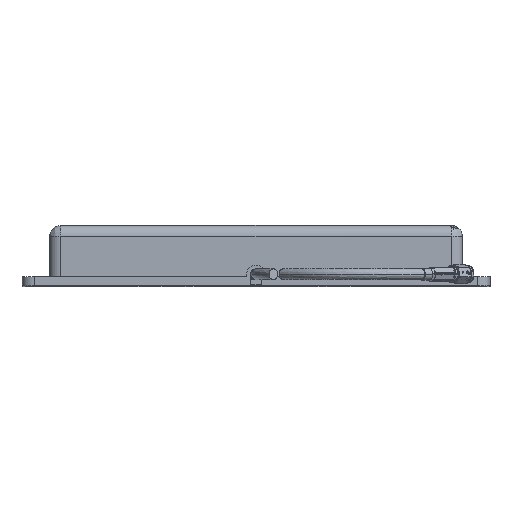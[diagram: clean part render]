
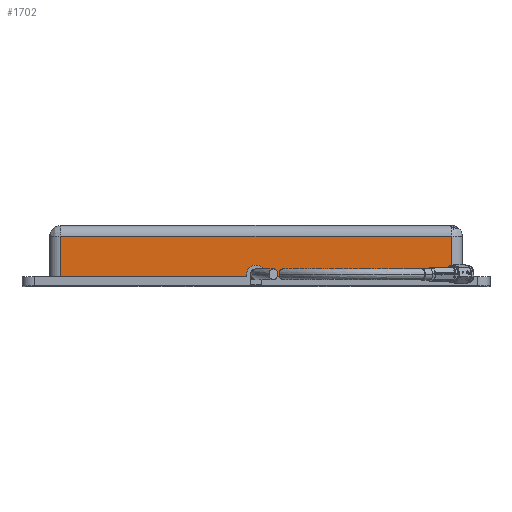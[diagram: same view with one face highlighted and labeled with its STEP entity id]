
A CAD part, top view. The second image highlights one B-rep face of the part: STEP entity #1702.
In plain terms, the highlighted face is planar.
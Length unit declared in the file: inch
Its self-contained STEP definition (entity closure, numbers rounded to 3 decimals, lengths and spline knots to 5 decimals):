
#290 = CARTESIAN_POINT ( 'NONE',  ( 18.72771, 16.96078, -0.04 ) ) ;
#291 = CARTESIAN_POINT ( 'NONE',  ( 18.89771, 16.96078, 0.13 ) ) ;
#363 = CARTESIAN_POINT ( 'NONE',  ( 19.06771, 16.96078, -0.04 ) ) ;
#372 = CARTESIAN_POINT ( 'NONE',  ( 19.06771, 16.96078, -0.08 ) ) ;
#375 = CARTESIAN_POINT ( 'NONE',  ( 15.34771, 16.96078, 0.65 ) ) ;
#376 = CARTESIAN_POINT ( 'NONE',  ( 15.34771, 16.96078, -0.08 ) ) ;
#378 = CARTESIAN_POINT ( 'NONE',  ( 18.72771, 16.96078, -0.08 ) ) ;
#451 = CARTESIAN_POINT ( 'NONE',  ( 22.44771, 16.96078, -0.08 ) ) ;
#452 = CARTESIAN_POINT ( 'NONE',  ( 22.44771, 16.96078, 0.65 ) ) ;
#1702 = ADVANCED_FACE ( 'NONE', ( #16944 ), #2077, .T. ) ;
#2077 = PLANE ( 'NONE',  #7037 ) ;
#2279 = CARTESIAN_POINT ( 'NONE',  ( 22.80271, 16.96078, -0.1165 ) ) ;
#4202 = EDGE_LOOP ( 'NONE', ( #23085, #23086, #23087, #23088, #23089, #23090, #23091, #23092, #23093 ) ) ;
#7037 = AXIS2_PLACEMENT_3D ( 'NONE', #2279, #23761, #23726 ) ;
#9754 = CARTESIAN_POINT ( 'NONE',  ( 19.06771, 16.96078, -0.038 ) ) ;
#9767 = DIRECTION ( 'NONE',  ( 0., 0., 1. ) ) ;
#10381 = DIRECTION ( 'NONE',  ( 0., 0., -1. ) ) ;
#10386 = CARTESIAN_POINT ( 'NONE',  ( 18.72771, 16.96078, -0.082 ) ) ;
#15603 = LINE ( 'NONE', #9754, #15610 ) ;
#15610 = VECTOR ( 'NONE', #9767, 39.37008 ) ;
#16944 = FACE_OUTER_BOUND ( 'NONE', #4202, .T. ) ;
#18024 = VERTEX_POINT ( 'NONE', #290 ) ;
#18025 = VERTEX_POINT ( 'NONE', #291 ) ;
#18120 = VERTEX_POINT ( 'NONE', #363 ) ;
#18130 = VERTEX_POINT ( 'NONE', #372 ) ;
#18136 = VERTEX_POINT ( 'NONE', #375 ) ;
#18138 = VERTEX_POINT ( 'NONE', #376 ) ;
#18141 = VERTEX_POINT ( 'NONE', #378 ) ;
#18236 = VERTEX_POINT ( 'NONE', #451 ) ;
#18238 = VERTEX_POINT ( 'NONE', #452 ) ;
#20388 = CARTESIAN_POINT ( 'NONE',  ( 18.89771, 16.96078, -0.04 ) ) ;
#20389 = DIRECTION ( 'NONE',  ( 0., 1., 0. ) ) ;
#20390 = DIRECTION ( 'NONE',  ( 0., 0., 1. ) ) ;
#20431 = CARTESIAN_POINT ( 'NONE',  ( 15.34771, 16.96078, -0.1165 ) ) ;
#20438 = DIRECTION ( 'NONE',  ( 0., 0., -1. ) ) ;
#20460 = CARTESIAN_POINT ( 'NONE',  ( 18.89771, 16.96078, -0.04 ) ) ;
#20461 = DIRECTION ( 'NONE',  ( 0., 1., 0. ) ) ;
#20462 = DIRECTION ( 'NONE',  ( 0., 0., 1. ) ) ;
#20782 = DIRECTION ( 'NONE',  ( 1., 0., 0. ) ) ;
#20786 = CARTESIAN_POINT ( 'NONE',  ( 22.80271, 16.96078, -0.08 ) ) ;
#20788 = CARTESIAN_POINT ( 'NONE',  ( 22.80271, 16.96078, -0.08 ) ) ;
#20789 = DIRECTION ( 'NONE',  ( 1., 0., 0. ) ) ;
#20802 = CARTESIAN_POINT ( 'NONE',  ( 22.44771, 16.96078, -0.1165 ) ) ;
#20803 = DIRECTION ( 'NONE',  ( 0., 0., -1. ) ) ;
#20804 = CARTESIAN_POINT ( 'NONE',  ( 22.80271, 16.96078, 0.65 ) ) ;
#20805 = DIRECTION ( 'NONE',  ( 1., 0., 0. ) ) ;
#21500 = LINE ( 'NONE', #10386, #21502 ) ;
#21502 = VECTOR ( 'NONE', #10381, 39.37008 ) ;
#21580 = CIRCLE ( 'NONE', #26302, 0.17 ) ;
#21595 = LINE ( 'NONE', #20431, #21597 ) ;
#21597 = VECTOR ( 'NONE', #20438, 39.37008 ) ;
#21602 = CIRCLE ( 'NONE', #26316, 0.17 ) ;
#21828 = LINE ( 'NONE', #20786, #21830 ) ;
#21830 = VECTOR ( 'NONE', #20782, 39.37008 ) ;
#21833 = LINE ( 'NONE', #20788, #21835 ) ;
#21835 = VECTOR ( 'NONE', #20789, 39.37008 ) ;
#21838 = LINE ( 'NONE', #20802, #21841 ) ;
#21840 = LINE ( 'NONE', #20804, #21843 ) ;
#21841 = VECTOR ( 'NONE', #20803, 39.37008 ) ;
#21843 = VECTOR ( 'NONE', #20805, 39.37008 ) ;
#23085 = ORIENTED_EDGE ( 'NONE', *, *, #27088, .T. ) ;
#23086 = ORIENTED_EDGE ( 'NONE', *, *, #27215, .T. ) ;
#23087 = ORIENTED_EDGE ( 'NONE', *, *, #27018, .F. ) ;
#23088 = ORIENTED_EDGE ( 'NONE', *, *, #27073, .T. ) ;
#23089 = ORIENTED_EDGE ( 'NONE', *, *, #27093, .T. ) ;
#23090 = ORIENTED_EDGE ( 'NONE', *, *, #26839, .F. ) ;
#23091 = ORIENTED_EDGE ( 'NONE', *, *, #27218, .T. ) ;
#23092 = ORIENTED_EDGE ( 'NONE', *, *, #27221, .F. ) ;
#23093 = ORIENTED_EDGE ( 'NONE', *, *, #27222, .F. ) ;
#23726 = DIRECTION ( 'NONE',  ( 0., 0., -1. ) ) ;
#23761 = DIRECTION ( 'NONE',  ( 0., -1., 0. ) ) ;
#26302 = AXIS2_PLACEMENT_3D ( 'NONE', #20388, #20389, #20390 ) ;
#26316 = AXIS2_PLACEMENT_3D ( 'NONE', #20460, #20461, #20462 ) ;
#26839 = EDGE_CURVE ( 'NONE', #18130, #18120, #15603, .T. ) ;
#27018 = EDGE_CURVE ( 'NONE', #18024, #18141, #21500, .T. ) ;
#27073 = EDGE_CURVE ( 'NONE', #18024, #18025, #21580, .T. ) ;
#27088 = EDGE_CURVE ( 'NONE', #18136, #18138, #21595, .T. ) ;
#27093 = EDGE_CURVE ( 'NONE', #18025, #18120, #21602, .T. ) ;
#27215 = EDGE_CURVE ( 'NONE', #18138, #18141, #21828, .T. ) ;
#27218 = EDGE_CURVE ( 'NONE', #18130, #18236, #21833, .T. ) ;
#27221 = EDGE_CURVE ( 'NONE', #18238, #18236, #21838, .T. ) ;
#27222 = EDGE_CURVE ( 'NONE', #18136, #18238, #21840, .T. ) ;
